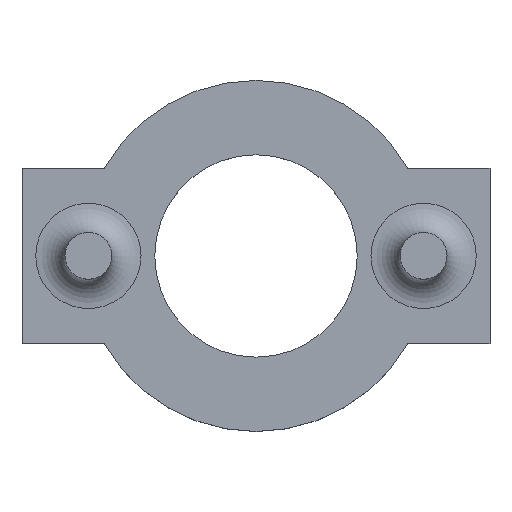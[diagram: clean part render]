
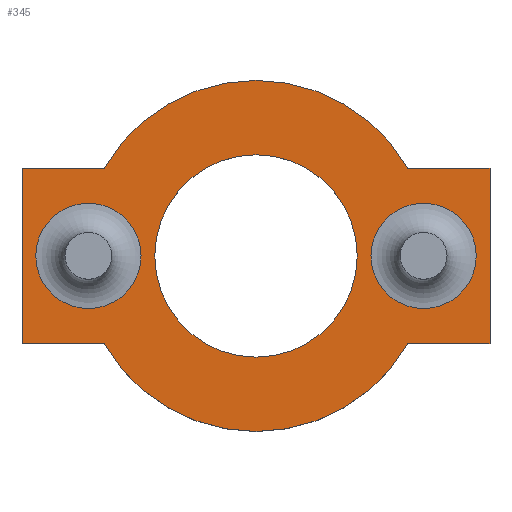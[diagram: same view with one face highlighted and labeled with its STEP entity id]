
A CAD part, top view. The second image highlights one B-rep face of the part: STEP entity #345.
In plain terms, the highlighted planar face has unit normal (0, 0, 1).
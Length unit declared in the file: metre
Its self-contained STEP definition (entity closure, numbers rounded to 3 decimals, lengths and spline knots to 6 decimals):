
#15=CIRCLE('',#370,0.015);
#25=CIRCLE('',#388,0.015);
#27=CIRCLE('',#393,0.00865);
#28=CIRCLE('',#395,0.0045);
#29=CIRCLE('',#396,0.0045);
#110=ORIENTED_EDGE('',*,*,#169,.T.);
#111=ORIENTED_EDGE('',*,*,#170,.T.);
#112=ORIENTED_EDGE('',*,*,#133,.F.);
#113=ORIENTED_EDGE('',*,*,#137,.T.);
#114=ORIENTED_EDGE('',*,*,#140,.T.);
#115=ORIENTED_EDGE('',*,*,#143,.T.);
#116=ORIENTED_EDGE('',*,*,#146,.T.);
#117=ORIENTED_EDGE('',*,*,#149,.F.);
#118=ORIENTED_EDGE('',*,*,#152,.F.);
#119=ORIENTED_EDGE('',*,*,#166,.T.);
#120=ORIENTED_EDGE('',*,*,#168,.F.);
#133=EDGE_CURVE('',#177,#178,#209,.T.);
#137=EDGE_CURVE('',#177,#180,#213,.T.);
#140=EDGE_CURVE('',#180,#182,#216,.T.);
#143=EDGE_CURVE('',#182,#184,#15,.T.);
#146=EDGE_CURVE('',#184,#186,#220,.T.);
#149=EDGE_CURVE('',#188,#186,#223,.T.);
#152=EDGE_CURVE('',#190,#188,#226,.T.);
#166=EDGE_CURVE('',#190,#178,#25,.T.);
#168=EDGE_CURVE('',#200,#200,#27,.T.);
#169=EDGE_CURVE('',#201,#201,#28,.F.);
#170=EDGE_CURVE('',#202,#202,#29,.F.);
#177=VERTEX_POINT('',#523);
#178=VERTEX_POINT('',#525);
#180=VERTEX_POINT('',#531);
#182=VERTEX_POINT('',#537);
#184=VERTEX_POINT('',#543);
#186=VERTEX_POINT('',#549);
#188=VERTEX_POINT('',#555);
#190=VERTEX_POINT('',#561);
#200=VERTEX_POINT('',#596);
#201=VERTEX_POINT('',#599);
#202=VERTEX_POINT('',#601);
#209=LINE('',#524,#233);
#213=LINE('',#532,#237);
#216=LINE('',#538,#240);
#220=LINE('',#550,#244);
#223=LINE('',#556,#247);
#226=LINE('',#562,#250);
#233=VECTOR('',#413,1.);
#237=VECTOR('',#419,1.);
#240=VECTOR('',#424,1.);
#244=VECTOR('',#436,1.);
#247=VECTOR('',#441,1.);
#250=VECTOR('',#446,1.);
#273=EDGE_LOOP('',(#110));
#274=EDGE_LOOP('',(#111));
#275=EDGE_LOOP('',(#112,#113,#114,#115,#116,#117,#118,#119));
#276=EDGE_LOOP('',(#120));
#305=FACE_BOUND('',#273,.T.);
#306=FACE_BOUND('',#274,.T.);
#307=FACE_BOUND('',#275,.T.);
#308=FACE_BOUND('',#276,.T.);
#327=PLANE('',#394);
#345=ADVANCED_FACE('',(#305,#306,#307,#308),#327,.T.);
#370=AXIS2_PLACEMENT_3D('',#544,#430,#431);
#388=AXIS2_PLACEMENT_3D('',#589,#479,#480);
#393=AXIS2_PLACEMENT_3D('',#595,#489,#490);
#394=AXIS2_PLACEMENT_3D('',#597,#491,#492);
#395=AXIS2_PLACEMENT_3D('',#598,#493,#494);
#396=AXIS2_PLACEMENT_3D('',#600,#495,#496);
#413=DIRECTION('',(-1.,0.,0.));
#419=DIRECTION('',(0.,1.,0.));
#424=DIRECTION('',(-1.,0.,0.));
#430=DIRECTION('',(0.,0.,1.));
#431=DIRECTION('',(1.,0.,0.));
#436=DIRECTION('',(-1.,0.,0.));
#441=DIRECTION('',(0.,1.,0.));
#446=DIRECTION('',(-1.,0.,0.));
#479=DIRECTION('',(0.,0.,1.));
#480=DIRECTION('',(1.,0.,0.));
#489=DIRECTION('',(0.,0.,1.));
#490=DIRECTION('',(1.,0.,0.));
#491=DIRECTION('',(0.,0.,1.));
#492=DIRECTION('',(1.,0.,0.));
#493=DIRECTION('',(0.,0.,1.));
#494=DIRECTION('',(1.,0.,0.));
#495=DIRECTION('',(0.,0.,1.));
#496=DIRECTION('',(1.,0.,0.));
#523=CARTESIAN_POINT('',(0.02,-0.0075,0.005));
#524=CARTESIAN_POINT('',(0.016495,-0.0075,0.005));
#525=CARTESIAN_POINT('',(0.01299,-0.0075,0.005));
#531=CARTESIAN_POINT('',(0.02,0.0075,0.005));
#532=CARTESIAN_POINT('',(0.02,0.,0.005));
#537=CARTESIAN_POINT('',(0.01299,0.0075,0.005));
#538=CARTESIAN_POINT('',(0.016495,0.0075,0.005));
#543=CARTESIAN_POINT('',(-0.01299,0.0075,0.005));
#544=CARTESIAN_POINT('',(0.,0.,0.005));
#549=CARTESIAN_POINT('',(-0.02,0.0075,0.005));
#550=CARTESIAN_POINT('',(-0.016495,0.0075,0.005));
#555=CARTESIAN_POINT('',(-0.02,-0.0075,0.005));
#556=CARTESIAN_POINT('',(-0.02,0.,0.005));
#561=CARTESIAN_POINT('',(-0.01299,-0.0075,0.005));
#562=CARTESIAN_POINT('',(-0.016495,-0.0075,0.005));
#589=CARTESIAN_POINT('',(0.,0.,0.005));
#595=CARTESIAN_POINT('',(0.,0.,0.005));
#596=CARTESIAN_POINT('',(0.00865,0.,0.005));
#597=CARTESIAN_POINT('',(0.,0.,0.005));
#598=CARTESIAN_POINT('',(0.014325,0.,0.005));
#599=CARTESIAN_POINT('',(0.018825,0.,0.005));
#600=CARTESIAN_POINT('',(-0.014325,0.,0.005));
#601=CARTESIAN_POINT('',(-0.009825,0.,0.005));
